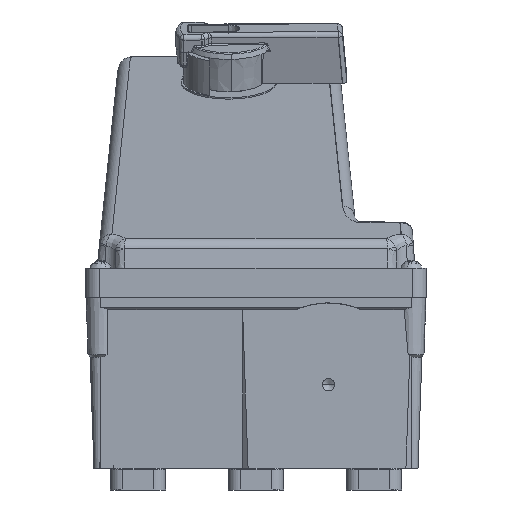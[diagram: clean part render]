
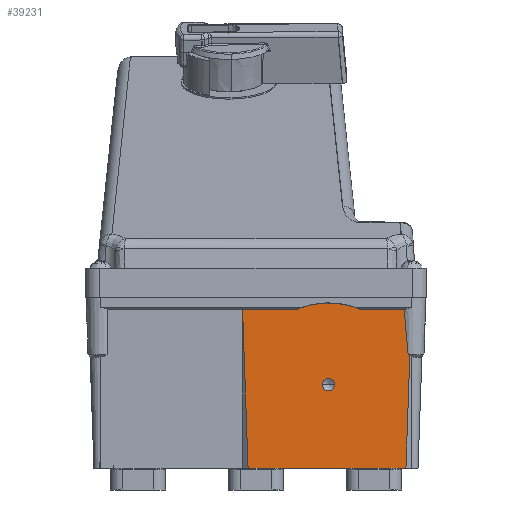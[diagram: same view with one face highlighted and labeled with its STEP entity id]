
A CAD part, front view. The second image highlights one B-rep face of the part: STEP entity #39231.
In plain terms, the highlighted planar face has unit normal (0, -1, 0).
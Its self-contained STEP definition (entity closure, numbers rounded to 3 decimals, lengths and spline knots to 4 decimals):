
#825 = ORIENTED_EDGE ( 'NONE', *, *, #19894, .F. ) ;
#998 = EDGE_CURVE ( 'NONE', #42530, #11698, #65057, .T. ) ;
#1082 = CARTESIAN_POINT ( 'NONE',  ( 2.9949, -5.7969, 3.4783 ) ) ;
#1738 = CARTESIAN_POINT ( 'NONE',  ( 3.0315, -5.7969, 3.0228 ) ) ;
#1984 = LINE ( 'NONE', #58992, #30238 ) ;
#2048 = CARTESIAN_POINT ( 'NONE',  ( 2.9846, -5.7969, 3.6302 ) ) ;
#2512 = FACE_BOUND ( 'NONE', #35678, .T. ) ;
#3320 = AXIS2_PLACEMENT_3D ( 'NONE', #18155, #22591, #12034 ) ;
#4571 = VECTOR ( 'NONE', #56584, 39.3701 ) ;
#5010 = CARTESIAN_POINT ( 'NONE',  ( 2.1276, -5.7969, 3.6302 ) ) ;
#5208 = EDGE_CURVE ( 'NONE', #46508, #50266, #40245, .T. ) ;
#5666 = VERTEX_POINT ( 'NONE', #55587 ) ;
#6528 = EDGE_CURVE ( 'NONE', #33828, #43472, #19865, .T. ) ;
#7613 = PLANE ( 'NONE',  #16211 ) ;
#7693 = ORIENTED_EDGE ( 'NONE', *, *, #56866, .F. ) ;
#8303 = B_SPLINE_CURVE_WITH_KNOTS ( 'NONE', 3,
 ( #40159, #45239, #65607, #44905 ),
 .UNSPECIFIED., .F., .F.,
 ( 4, 4 ),
 ( 0., 0.0009 ),
 .UNSPECIFIED. ) ;
#8611 = DIRECTION ( 'NONE',  ( -1., 0., 0. ) ) ;
#9510 = CARTESIAN_POINT ( 'NONE',  ( 1.338, -5.7969, 2.12 ) ) ;
#9899 = CARTESIAN_POINT ( 'NONE',  ( 1.463, -5.7969, 2.12 ) ) ;
#10162 = CARTESIAN_POINT ( 'NONE',  ( 1.588, -5.7969, 2.12 ) ) ;
#10214 = VECTOR ( 'NONE', #66123, 39.3701 ) ;
#10405 = EDGE_CURVE ( 'NONE', #5666, #45850, #50957, .T. ) ;
#11698 = VERTEX_POINT ( 'NONE', #10162 ) ;
#12034 = DIRECTION ( 'NONE',  ( -1., 0., 0. ) ) ;
#13424 = DIRECTION ( 'NONE',  ( -0.035, 0., -0.999 ) ) ;
#14831 = ORIENTED_EDGE ( 'NONE', *, *, #10405, .F. ) ;
#16211 = AXIS2_PLACEMENT_3D ( 'NONE', #65253, #33746, #8611 ) ;
#18155 = CARTESIAN_POINT ( 'NONE',  ( 1.463, -5.7969, 2.12 ) ) ;
#18686 = CARTESIAN_POINT ( 'NONE',  ( -0.1594, -5.7969, 0.44 ) ) ;
#18732 = CARTESIAN_POINT ( 'NONE',  ( 3.0644, -5.7969, 2.72 ) ) ;
#18777 = AXIS2_PLACEMENT_3D ( 'NONE', #9899, #22441, #47855 ) ;
#19182 = ORIENTED_EDGE ( 'NONE', *, *, #60216, .F. ) ;
#19865 = CIRCLE ( 'NONE', #18777, 1.65 ) ;
#19894 = EDGE_CURVE ( 'NONE', #50266, #61858, #8303, .T. ) ;
#20325 = LINE ( 'NONE', #55936, #10214 ) ;
#20365 = DIRECTION ( 'NONE',  ( -1., 0., 0. ) ) ;
#21793 = CARTESIAN_POINT ( 'NONE',  ( 3.0545, -5.7969, 2.7955 ) ) ;
#21883 = VECTOR ( 'NONE', #58144, 39.3701 ) ;
#22441 = DIRECTION ( 'NONE',  ( 0., 1., 0. ) ) ;
#22591 = DIRECTION ( 'NONE',  ( 0., -1., 0. ) ) ;
#23816 = AXIS2_PLACEMENT_3D ( 'NONE', #66163, #50878, #20365 ) ;
#27050 = CIRCLE ( 'NONE', #23816, 0.125 ) ;
#27693 = VECTOR ( 'NONE', #61481, 39.3701 ) ;
#27878 = CARTESIAN_POINT ( 'NONE',  ( 3.0464, -5.7969, 2.8712 ) ) ;
#28209 = CARTESIAN_POINT ( 'NONE',  ( 3.0644, -5.7969, 2.72 ) ) ;
#29552 = LINE ( 'NONE', #5010, #4571 ) ;
#30238 = VECTOR ( 'NONE', #13424, 39.3701 ) ;
#30938 = CARTESIAN_POINT ( 'NONE',  ( 3.0203, -5.7969, 0.44 ) ) ;
#33425 = VERTEX_POINT ( 'NONE', #50049 ) ;
#33645 = CARTESIAN_POINT ( 'NONE',  ( 2.9846, -5.7969, 3.6302 ) ) ;
#33746 = DIRECTION ( 'NONE',  ( 0., 1., 0. ) ) ;
#33798 = EDGE_CURVE ( 'NONE', #11698, #42530, #27050, .T. ) ;
#33828 = VERTEX_POINT ( 'NONE', #41026 ) ;
#35678 = EDGE_LOOP ( 'NONE', ( #43858, #49575 ) ) ;
#37778 = CARTESIAN_POINT ( 'NONE',  ( -0.2708, -5.7969, 3.6302 ) ) ;
#39172 = CARTESIAN_POINT ( 'NONE',  ( 3.0996, -5.7969, 2.713 ) ) ;
#39231 = ADVANCED_FACE ( 'NONE', ( #2512, #44223 ), #7613, .F. ) ;
#40159 = CARTESIAN_POINT ( 'NONE',  ( 3.0644, -5.7969, 2.72 ) ) ;
#40245 = B_SPLINE_CURVE_WITH_KNOTS ( 'NONE', 3,
 ( #33645, #1082, #53644, #64493, #1738, #27878, #21793, #28209 ),
 .UNSPECIFIED., .F., .F.,
 ( 4, 2, 2, 4 ),
 ( 0., 0.0116, 0.0174, 0.0232 ),
 .UNSPECIFIED. ) ;
#41026 = CARTESIAN_POINT ( 'NONE',  ( 0.7983, -5.7969, 3.6302 ) ) ;
#41823 = EDGE_CURVE ( 'NONE', #61858, #5666, #1984, .T. ) ;
#42530 = VERTEX_POINT ( 'NONE', #9510 ) ;
#43472 = VERTEX_POINT ( 'NONE', #52689 ) ;
#43565 = ORIENTED_EDGE ( 'NONE', *, *, #6528, .F. ) ;
#43858 = ORIENTED_EDGE ( 'NONE', *, *, #998, .F. ) ;
#43906 = ORIENTED_EDGE ( 'NONE', *, *, #56536, .F. ) ;
#44223 = FACE_OUTER_BOUND ( 'NONE', #58854, .T. ) ;
#44905 = CARTESIAN_POINT ( 'NONE',  ( 3.0996, -5.7969, 2.713 ) ) ;
#45239 = CARTESIAN_POINT ( 'NONE',  ( 3.076, -5.7969, 2.7169 ) ) ;
#45850 = VERTEX_POINT ( 'NONE', #18686 ) ;
#46508 = VERTEX_POINT ( 'NONE', #2048 ) ;
#47613 = LINE ( 'NONE', #37778, #21883 ) ;
#47855 = DIRECTION ( 'NONE',  ( -1., 0., 0. ) ) ;
#49575 = ORIENTED_EDGE ( 'NONE', *, *, #33798, .F. ) ;
#50049 = CARTESIAN_POINT ( 'NONE',  ( -0.2708, -5.7969, 3.6302 ) ) ;
#50266 = VERTEX_POINT ( 'NONE', #18732 ) ;
#50878 = DIRECTION ( 'NONE',  ( 0., -1., 0. ) ) ;
#50957 = LINE ( 'NONE', #30938, #27693 ) ;
#52689 = CARTESIAN_POINT ( 'NONE',  ( 2.1276, -5.7969, 3.6302 ) ) ;
#53644 = CARTESIAN_POINT ( 'NONE',  ( 3.0059, -5.7969, 3.3264 ) ) ;
#55587 = CARTESIAN_POINT ( 'NONE',  ( 3.0203, -5.7969, 0.44 ) ) ;
#55936 = CARTESIAN_POINT ( 'NONE',  ( -0.1594, -5.7969, 0.44 ) ) ;
#56229 = ORIENTED_EDGE ( 'NONE', *, *, #41823, .F. ) ;
#56536 = EDGE_CURVE ( 'NONE', #33425, #33828, #47613, .T. ) ;
#56584 = DIRECTION ( 'NONE',  ( 1., 0., 0. ) ) ;
#56866 = EDGE_CURVE ( 'NONE', #43472, #46508, #29552, .T. ) ;
#58144 = DIRECTION ( 'NONE',  ( 1., 0., 0. ) ) ;
#58854 = EDGE_LOOP ( 'NONE', ( #825, #60830, #7693, #43565, #43906, #19182, #14831, #56229 ) ) ;
#58992 = CARTESIAN_POINT ( 'NONE',  ( 3.0996, -5.7969, 2.713 ) ) ;
#60216 = EDGE_CURVE ( 'NONE', #45850, #33425, #20325, .T. ) ;
#60830 = ORIENTED_EDGE ( 'NONE', *, *, #5208, .F. ) ;
#61481 = DIRECTION ( 'NONE',  ( -1., 0., 0. ) ) ;
#61858 = VERTEX_POINT ( 'NONE', #39172 ) ;
#64493 = CARTESIAN_POINT ( 'NONE',  ( 3.0248, -5.7969, 3.0987 ) ) ;
#65057 = CIRCLE ( 'NONE', #3320, 0.125 ) ;
#65253 = CARTESIAN_POINT ( 'NONE',  ( 3.6602, -5.7969, 3.6302 ) ) ;
#65607 = CARTESIAN_POINT ( 'NONE',  ( 3.0877, -5.7969, 2.7145 ) ) ;
#66123 = DIRECTION ( 'NONE',  ( -0.035, 0., 0.999 ) ) ;
#66163 = CARTESIAN_POINT ( 'NONE',  ( 1.463, -5.7969, 2.12 ) ) ;
